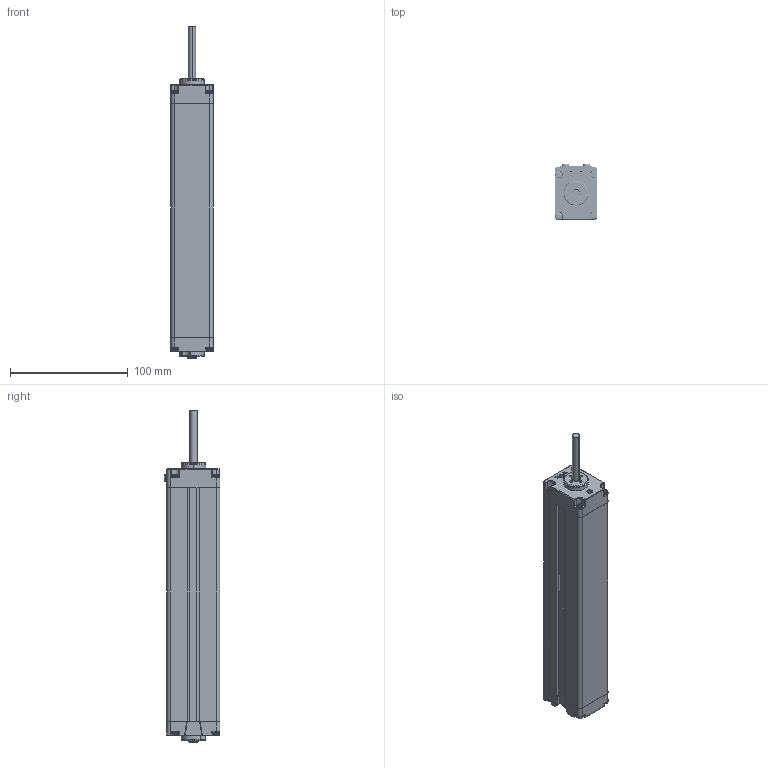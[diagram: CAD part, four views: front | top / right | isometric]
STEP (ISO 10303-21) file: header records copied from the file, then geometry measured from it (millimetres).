
FILE_DESCRIPTION((''),'2;1');
FILE_NAME('205263_ASM','2018-03-27T',('pdmadmin'),('BANNER ENGINEERING'),'CREO PARAMETRIC BY PTC INC, 2016260','CREO PARAMETRIC BY PTC INC, 2016260','');
FILE_SCHEMA(('CONFIG_CONTROL_DESIGN'));
Products named in the file (18): 120095; 111625; 120372; 122072; 120191_AF0; 121071_AF0_ASM; 124968; 125343; 131958; 125384_ASM; 110450; 125310; 114466; 113974; 117069; 111834; 111835; 205263_ASM
Assembly tree (25 placements, depth 3):
  205263_ASM
    121071_AF0_ASM
      120095
      111625
      120372
      122072
      120191_AF0
    125384_ASM
      124968
      125343
      131958
    110450
    125310
    114466  x8
    113974
    117069
    111834
    111835  x2
Bounding box: 36 x 47.45 x 282.51 mm (x, y, z)
Volume: 160991.6 mm3; surface area: 106796.6 mm2
Topology: 24 solids, 34 shells, 2623 faces, 7124 edges, 4612 vertices
Faces by surface type: plane 1244, cylinder 1100, bspline 142, torus 62, cone 49, sphere 26
Entity records: 51306 total; most frequent: CARTESIAN_POINT 15155, DIRECTION 7470, ORIENTED_EDGE 7426, EDGE_CURVE 3733, AXIS2_PLACEMENT_3D 2561, VERTEX_POINT 2391, VECTOR 2348, LINE 2348
